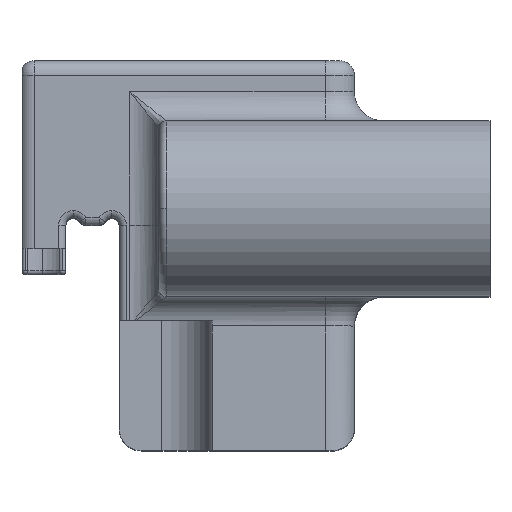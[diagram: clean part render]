
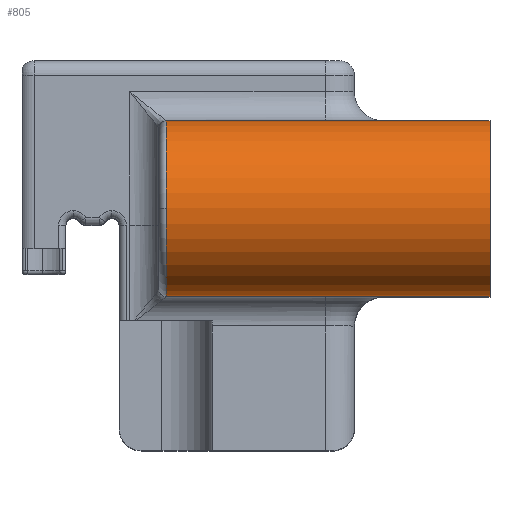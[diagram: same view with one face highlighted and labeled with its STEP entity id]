
A CAD part, top view. The second image highlights one B-rep face of the part: STEP entity #805.
In plain terms, the highlighted cylindrical face has radius 12 mm (diameter 24 mm), a partial arc.
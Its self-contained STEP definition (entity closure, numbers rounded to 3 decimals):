
#194 = ORIENTED_EDGE ( 'NONE', *, *, #4310, .T. ) ;
#209 = AXIS2_PLACEMENT_3D ( 'NONE', #4396, #2116, #4459 ) ;
#547 = FACE_OUTER_BOUND ( 'NONE', #5961, .T. ) ;
#552 = ORIENTED_EDGE ( 'NONE', *, *, #5885, .F. ) ;
#588 = VECTOR ( 'NONE', #2641, 1000. ) ;
#763 = CARTESIAN_POINT ( 'NONE',  ( 117.544, 39., 200.7 ) ) ;
#805 = ADVANCED_FACE ( 'NONE', ( #547 ), #4308, .T. ) ;
#1037 = ORIENTED_EDGE ( 'NONE', *, *, #2437, .T. ) ;
#1056 = DIRECTION ( 'NONE',  ( 0., 0., 1. ) ) ;
#1171 = VERTEX_POINT ( 'NONE', #4327 ) ;
#1181 = DIRECTION ( 'NONE',  ( 0., 0., 1. ) ) ;
#1230 = CARTESIAN_POINT ( 'NONE',  ( 195.19, 15., 200.7 ) ) ;
#1273 = CARTESIAN_POINT ( 'NONE',  ( 151., 27., 212.7 ) ) ;
#1459 = VECTOR ( 'NONE', #4976, 1000. ) ;
#1483 = AXIS2_PLACEMENT_3D ( 'NONE', #5743, #1953, #1056 ) ;
#1528 = EDGE_CURVE ( 'NONE', #1171, #4638, #3699, .T. ) ;
#1588 = DIRECTION ( 'NONE',  ( 1., 0., 0. ) ) ;
#1953 = DIRECTION ( 'NONE',  ( 1., 0., 0. ) ) ;
#2116 = DIRECTION ( 'NONE',  ( 1., 0., 0. ) ) ;
#2228 = VERTEX_POINT ( 'NONE', #5165 ) ;
#2437 = EDGE_CURVE ( 'NONE', #3902, #4638, #4573, .T. ) ;
#2494 = DIRECTION ( 'NONE',  ( 0., 0., -1. ) ) ;
#2641 = DIRECTION ( 'NONE',  ( 1., 0., 0. ) ) ;
#2754 = AXIS2_PLACEMENT_3D ( 'NONE', #5392, #1588, #1181 ) ;
#2865 = VERTEX_POINT ( 'NONE', #1273 ) ;
#2952 = ORIENTED_EDGE ( 'NONE', *, *, #1528, .F. ) ;
#3091 = CARTESIAN_POINT ( 'NONE',  ( 151., 15., 200.7 ) ) ;
#3634 = CIRCLE ( 'NONE', #2754, 12. ) ;
#3699 = CIRCLE ( 'NONE', #3895, 12. ) ;
#3895 = AXIS2_PLACEMENT_3D ( 'NONE', #4351, #4811, #2494 ) ;
#3902 = VERTEX_POINT ( 'NONE', #3091 ) ;
#4172 = EDGE_CURVE ( 'NONE', #2865, #3902, #5405, .T. ) ;
#4308 = CYLINDRICAL_SURFACE ( 'NONE', #209, 12. ) ;
#4310 = EDGE_CURVE ( 'NONE', #2228, #2865, #3634, .T. ) ;
#4327 = CARTESIAN_POINT ( 'NONE',  ( 195.19, 39., 200.7 ) ) ;
#4351 = CARTESIAN_POINT ( 'NONE',  ( 195.19, 27., 200.7 ) ) ;
#4396 = CARTESIAN_POINT ( 'NONE',  ( 117.544, 27., 200.7 ) ) ;
#4459 = DIRECTION ( 'NONE',  ( 0., 0., -1. ) ) ;
#4573 = LINE ( 'NONE', #5070, #1459 ) ;
#4638 = VERTEX_POINT ( 'NONE', #1230 ) ;
#4811 = DIRECTION ( 'NONE',  ( 1., 0., 0. ) ) ;
#4976 = DIRECTION ( 'NONE',  ( 1., 0., 0. ) ) ;
#4987 = LINE ( 'NONE', #763, #588 ) ;
#5070 = CARTESIAN_POINT ( 'NONE',  ( 117.544, 15., 200.7 ) ) ;
#5165 = CARTESIAN_POINT ( 'NONE',  ( 151., 39., 200.7 ) ) ;
#5392 = CARTESIAN_POINT ( 'NONE',  ( 151., 27., 200.7 ) ) ;
#5405 = CIRCLE ( 'NONE', #1483, 12. ) ;
#5439 = ORIENTED_EDGE ( 'NONE', *, *, #4172, .T. ) ;
#5743 = CARTESIAN_POINT ( 'NONE',  ( 151., 27., 200.7 ) ) ;
#5885 = EDGE_CURVE ( 'NONE', #2228, #1171, #4987, .T. ) ;
#5961 = EDGE_LOOP ( 'NONE', ( #552, #194, #5439, #1037, #2952 ) ) ;
